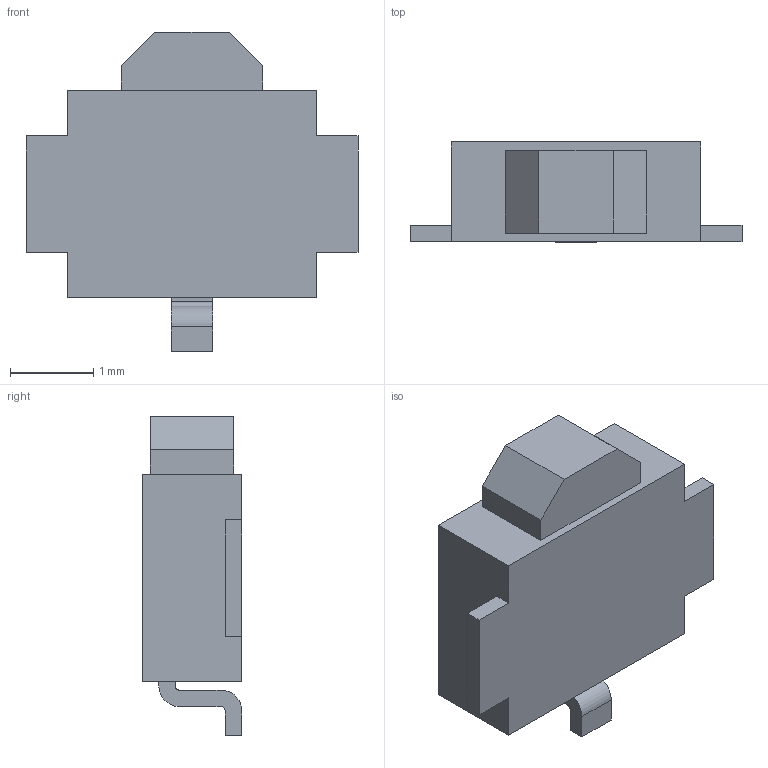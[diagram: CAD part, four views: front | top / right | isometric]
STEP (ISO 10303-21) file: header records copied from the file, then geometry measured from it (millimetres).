
FILE_DESCRIPTION(('STEP AP242'),'1');
FILE_NAME('b3u-3100p.stp','2019-06-02T09:04:10',('TraceParts'),('TraceParts S.A.'),'Spatial InterOp 3D',' ',' ');
FILE_SCHEMA(('AP242_MANAGED_MODEL_BASED_3D_ENGINEERING_MIM_LF {1 0 10303 442 1 1 4}'));
Length unit declared in the file: millimetre
Products named in the file (1): b3u-3100p
Bounding box: 4 x 1.2 x 3.85 mm (x, y, z)
Volume: 10.4 mm3; surface area: 36.2 mm2
Topology: 1 solids, 1 shells, 34 faces, 90 edges, 60 vertices
Faces by surface type: plane 30, cylinder 4
Entity records: 858 total; most frequent: ORIENTED_EDGE 180, CARTESIAN_POINT 147, EDGE_CURVE 90, LINE 76, VERTEX_POINT 60, EDGE_LOOP 36, STYLED_ITEM 34, ADVANCED_FACE 34
